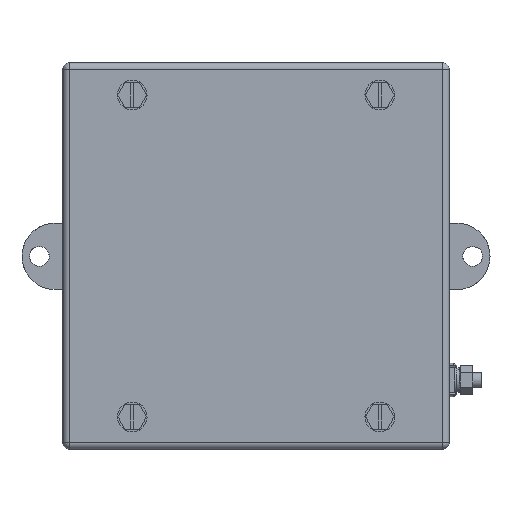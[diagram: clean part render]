
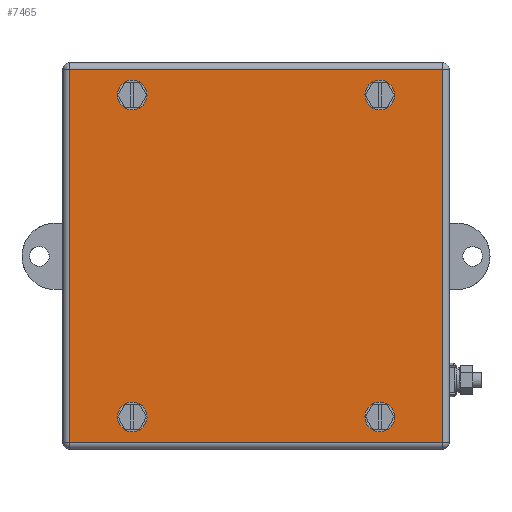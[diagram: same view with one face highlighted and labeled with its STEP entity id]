
A CAD part, top view. The second image highlights one B-rep face of the part: STEP entity #7465.
In plain terms, the highlighted planar face has unit normal (0, 0, 1).
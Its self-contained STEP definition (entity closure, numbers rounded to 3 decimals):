
#7334=AXIS2_PLACEMENT_3D('Circle Axis2P3D',#7332,#7333,$) ;
#7358=AXIS2_PLACEMENT_3D('Circle Axis2P3D',#7356,#7357,$) ;
#7371=AXIS2_PLACEMENT_3D('Plane Axis2P3D',#7368,#7369,#7370) ;
#7413=AXIS2_PLACEMENT_3D('Circle Axis2P3D',#7411,#7412,$) ;
#7422=AXIS2_PLACEMENT_3D('Circle Axis2P3D',#7420,#7421,$) ;
#7431=AXIS2_PLACEMENT_3D('Circle Axis2P3D',#7429,#7430,$) ;
#7440=AXIS2_PLACEMENT_3D('Circle Axis2P3D',#7438,#7439,$) ;
#7449=AXIS2_PLACEMENT_3D('Circle Axis2P3D',#7447,#7448,$) ;
#7458=AXIS2_PLACEMENT_3D('Circle Axis2P3D',#7456,#7457,$) ;
#7329=CARTESIAN_POINT('Vertex',(147.25,13.,93.)) ;
#7332=CARTESIAN_POINT('Axis2P3D Location',(144.5,13.,93.)) ;
#7336=CARTESIAN_POINT('Vertex',(141.75,13.,93.)) ;
#7356=CARTESIAN_POINT('Axis2P3D Location',(144.5,13.,93.)) ;
#7368=CARTESIAN_POINT('Axis2P3D Location',(94.5,78.,93.)) ;
#7373=CARTESIAN_POINT('Line Origine',(169.9,78.,93.)) ;
#7377=CARTESIAN_POINT('Vertex',(169.9,153.4,93.)) ;
#7379=CARTESIAN_POINT('Vertex',(169.9,2.6,93.)) ;
#7382=CARTESIAN_POINT('Line Origine',(94.5,153.4,93.)) ;
#7386=CARTESIAN_POINT('Vertex',(19.1,153.4,93.)) ;
#7389=CARTESIAN_POINT('Line Origine',(19.1,78.,93.)) ;
#7393=CARTESIAN_POINT('Vertex',(19.1,2.6,93.)) ;
#7396=CARTESIAN_POINT('Line Origine',(94.5,2.6,93.)) ;
#7411=CARTESIAN_POINT('Axis2P3D Location',(44.5,13.,93.)) ;
#7415=CARTESIAN_POINT('Vertex',(41.75,13.,93.)) ;
#7417=CARTESIAN_POINT('Vertex',(47.25,13.,93.)) ;
#7420=CARTESIAN_POINT('Axis2P3D Location',(44.5,13.,93.)) ;
#7429=CARTESIAN_POINT('Axis2P3D Location',(144.5,143.,93.)) ;
#7433=CARTESIAN_POINT('Vertex',(147.25,143.,93.)) ;
#7435=CARTESIAN_POINT('Vertex',(141.75,143.,93.)) ;
#7438=CARTESIAN_POINT('Axis2P3D Location',(144.5,143.,93.)) ;
#7447=CARTESIAN_POINT('Axis2P3D Location',(44.5,143.,93.)) ;
#7451=CARTESIAN_POINT('Vertex',(41.75,143.,93.)) ;
#7453=CARTESIAN_POINT('Vertex',(47.25,143.,93.)) ;
#7456=CARTESIAN_POINT('Axis2P3D Location',(44.5,143.,93.)) ;
#7333=DIRECTION('Axis2P3D Direction',(0.,0.,1.)) ;
#7357=DIRECTION('Axis2P3D Direction',(0.,0.,1.)) ;
#7369=DIRECTION('Axis2P3D Direction',(0.,0.,-1.)) ;
#7370=DIRECTION('Axis2P3D XDirection',(1.,0.,0.)) ;
#7374=DIRECTION('Vector Direction',(0.,-1.,0.)) ;
#7383=DIRECTION('Vector Direction',(-1.,0.,0.)) ;
#7390=DIRECTION('Vector Direction',(0.,1.,0.)) ;
#7397=DIRECTION('Vector Direction',(1.,0.,0.)) ;
#7412=DIRECTION('Axis2P3D Direction',(0.,0.,-1.)) ;
#7421=DIRECTION('Axis2P3D Direction',(0.,0.,-1.)) ;
#7430=DIRECTION('Axis2P3D Direction',(0.,0.,-1.)) ;
#7439=DIRECTION('Axis2P3D Direction',(0.,0.,-1.)) ;
#7448=DIRECTION('Axis2P3D Direction',(0.,0.,-1.)) ;
#7457=DIRECTION('Axis2P3D Direction',(0.,0.,-1.)) ;
#7375=VECTOR('Line Direction',#7374,1.) ;
#7384=VECTOR('Line Direction',#7383,1.) ;
#7391=VECTOR('Line Direction',#7390,1.) ;
#7398=VECTOR('Line Direction',#7397,1.) ;
#7402=ORIENTED_EDGE('',*,*,#7381,.F.) ;
#7403=ORIENTED_EDGE('',*,*,#7388,.F.) ;
#7404=ORIENTED_EDGE('',*,*,#7395,.F.) ;
#7405=ORIENTED_EDGE('',*,*,#7400,.F.) ;
#7408=ORIENTED_EDGE('',*,*,#7338,.F.) ;
#7409=ORIENTED_EDGE('',*,*,#7360,.F.) ;
#7426=ORIENTED_EDGE('',*,*,#7419,.F.) ;
#7427=ORIENTED_EDGE('',*,*,#7424,.F.) ;
#7444=ORIENTED_EDGE('',*,*,#7437,.F.) ;
#7445=ORIENTED_EDGE('',*,*,#7442,.F.) ;
#7462=ORIENTED_EDGE('',*,*,#7455,.F.) ;
#7463=ORIENTED_EDGE('',*,*,#7460,.F.) ;
#7410=FACE_BOUND('',#7407,.T.) ;
#7428=FACE_BOUND('',#7425,.T.) ;
#7446=FACE_BOUND('',#7443,.T.) ;
#7464=FACE_BOUND('',#7461,.T.) ;
#7465=ADVANCED_FACE('Cover',(#7406,#7410,#7428,#7446,#7464),#7372,.F.) ;
#7335=CIRCLE('generated circle',#7334,2.75) ;
#7359=CIRCLE('generated circle',#7358,2.75) ;
#7414=CIRCLE('generated circle',#7413,2.75) ;
#7423=CIRCLE('generated circle',#7422,2.75) ;
#7432=CIRCLE('generated circle',#7431,2.75) ;
#7441=CIRCLE('generated circle',#7440,2.75) ;
#7450=CIRCLE('generated circle',#7449,2.75) ;
#7459=CIRCLE('generated circle',#7458,2.75) ;
#7338=EDGE_CURVE('',#7330,#7337,#7335,.T.) ;
#7360=EDGE_CURVE('',#7337,#7330,#7359,.T.) ;
#7381=EDGE_CURVE('',#7378,#7380,#7376,.T.) ;
#7388=EDGE_CURVE('',#7387,#7378,#7385,.F.) ;
#7395=EDGE_CURVE('',#7394,#7387,#7392,.T.) ;
#7400=EDGE_CURVE('',#7380,#7394,#7399,.F.) ;
#7419=EDGE_CURVE('',#7416,#7418,#7414,.F.) ;
#7424=EDGE_CURVE('',#7418,#7416,#7423,.F.) ;
#7437=EDGE_CURVE('',#7434,#7436,#7432,.F.) ;
#7442=EDGE_CURVE('',#7436,#7434,#7441,.F.) ;
#7455=EDGE_CURVE('',#7452,#7454,#7450,.F.) ;
#7460=EDGE_CURVE('',#7454,#7452,#7459,.F.) ;
#7401=EDGE_LOOP('',(#7402,#7403,#7404,#7405)) ;
#7407=EDGE_LOOP('',(#7408,#7409)) ;
#7425=EDGE_LOOP('',(#7426,#7427)) ;
#7443=EDGE_LOOP('',(#7444,#7445)) ;
#7461=EDGE_LOOP('',(#7462,#7463)) ;
#7406=FACE_OUTER_BOUND('',#7401,.T.) ;
#7376=LINE('Line',#7373,#7375) ;
#7385=LINE('Line',#7382,#7384) ;
#7392=LINE('Line',#7389,#7391) ;
#7399=LINE('Line',#7396,#7398) ;
#7372=PLANE('',#7371) ;
#7330=VERTEX_POINT('',#7329) ;
#7337=VERTEX_POINT('',#7336) ;
#7378=VERTEX_POINT('',#7377) ;
#7380=VERTEX_POINT('',#7379) ;
#7387=VERTEX_POINT('',#7386) ;
#7394=VERTEX_POINT('',#7393) ;
#7416=VERTEX_POINT('',#7415) ;
#7418=VERTEX_POINT('',#7417) ;
#7434=VERTEX_POINT('',#7433) ;
#7436=VERTEX_POINT('',#7435) ;
#7452=VERTEX_POINT('',#7451) ;
#7454=VERTEX_POINT('',#7453) ;
